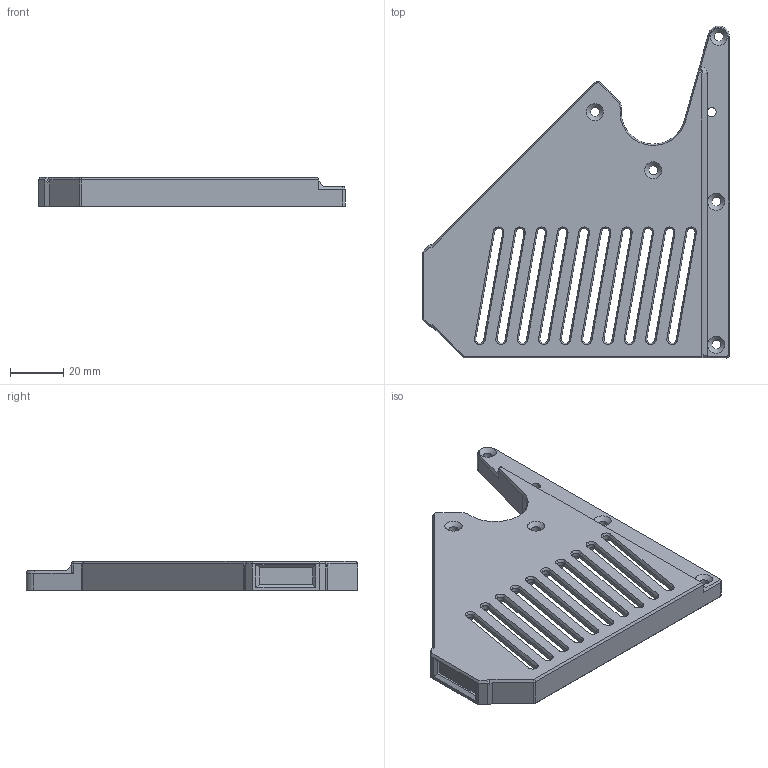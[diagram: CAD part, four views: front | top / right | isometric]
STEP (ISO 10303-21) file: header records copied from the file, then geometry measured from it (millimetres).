
FILE_DESCRIPTION(('HOOPS Exchange Step'),'2;1');
FILE_NAME('temp_export','2024-12-21T17:11:04+08:00',('27699'),('Shapr3D Limited'),'HOOPS Exchange 2024.6','Shapr3D','Authorized');
FILE_SCHEMA( ('AP242_MANAGED_MODEL_BASED_3D_ENGINEERING_MIM_LF {1 0 10303 442 1 1 4 }') );
Length unit declared in the file: millimetre
Products named in the file (1): 左电气仓上盖
Bounding box: 114.82 x 124.2 x 11 mm (x, y, z)
Volume: 54041.4 mm3; surface area: 24704.1 mm2
Topology: 1 solids, 1 shells, 220 faces, 565 edges, 350 vertices
Faces by surface type: plane 110, cone 56, cylinder 50, bspline 4
Full cylindrical faces by diameter (mm): 2.7 x2, 3.4 x6
Entity records: 7008 total; most frequent: CARTESIAN_POINT 1492, DIRECTION 1163, ORIENTED_EDGE 1130, EDGE_CURVE 565, AXIS2_PLACEMENT_3D 406, VECTOR 351, LINE 351, VERTEX_POINT 350
